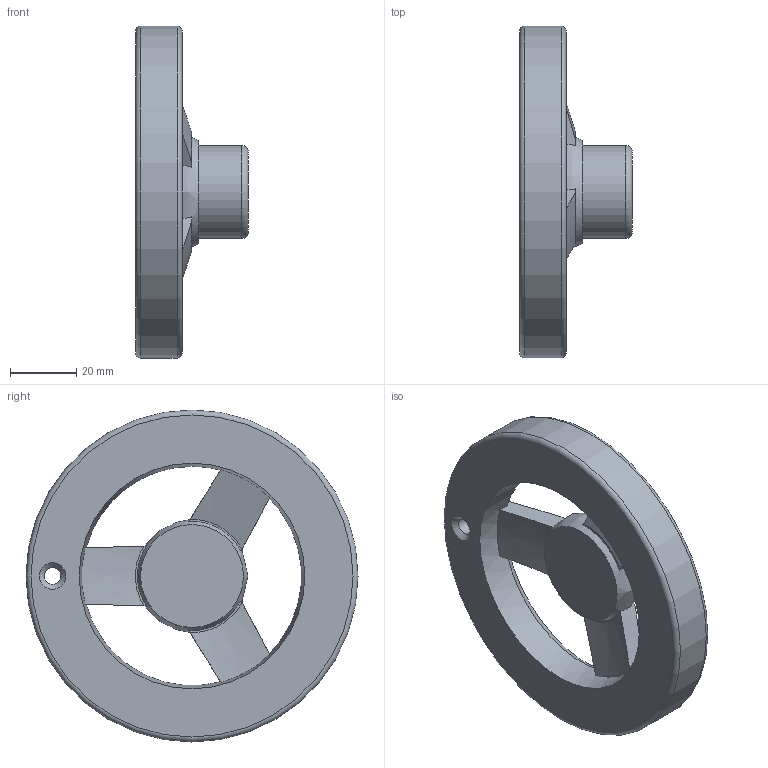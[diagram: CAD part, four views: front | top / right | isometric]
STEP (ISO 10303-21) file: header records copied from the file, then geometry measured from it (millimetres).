
FILE_DESCRIPTION(/* description */ (''),/* implementation_level */ '2;1');
FILE_NAME(/* name */ 'K_100N.dxf',/* time_stamp */ '2012-11-23T15:49:15+08:00',/* author */ (''),/* organization */ (''),/* preprocessor_version */ 'ST-DEVELOPER v9',/* originating_system */ 'UGS - NX 4.0',/* authorisation */ '');
FILE_SCHEMA (('CONFIG_CONTROL_DESIGN'));
Length unit declared in the file: millimetre
Products named in the file (1): Admi2C39xkdv
Bounding box: 34 x 100 x 100 mm (x, y, z)
Volume: 75357.9 mm3; surface area: 21183.6 mm2
Topology: 1 solids, 1 shells, 51 faces, 141 edges, 90 vertices
Faces by surface type: cone 17, plane 15, bspline 9, torus 7, cylinder 3
Full cylindrical faces by diameter (mm): 5 x1, 28 x1, 100 x1
Entity records: 1935 total; most frequent: CARTESIAN_POINT 744, ORIENTED_EDGE 250, DIRECTION 188, EDGE_CURVE 125, AXIS2_PLACEMENT_3D 91, VERTEX_POINT 85, B_SPLINE_CURVE_WITH_KNOTS 71, EDGE_LOOP 68
